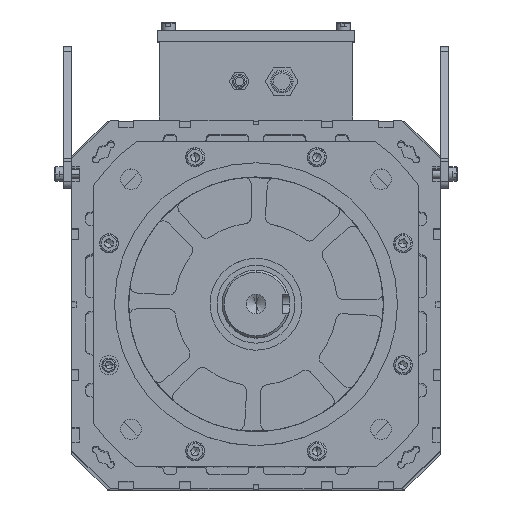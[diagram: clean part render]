
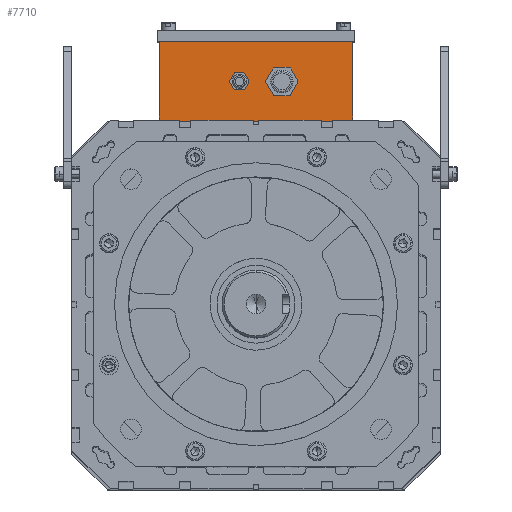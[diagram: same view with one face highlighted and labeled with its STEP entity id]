
A CAD part, top view. The second image highlights one B-rep face of the part: STEP entity #7710.
In plain terms, the highlighted planar face has unit normal (0, 0, 1).
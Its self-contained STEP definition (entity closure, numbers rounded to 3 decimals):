
#285 = VERTEX_POINT ( 'NONE', #27600 ) ;
#648 = CARTESIAN_POINT ( 'NONE',  ( 227.893, 574.388, -1210.154 ) ) ;
#1051 = DIRECTION ( 'NONE',  ( 0., 0., 1. ) ) ;
#1207 = CARTESIAN_POINT ( 'NONE',  ( 364.393, 630.388, -1210.154 ) ) ;
#1378 = DIRECTION ( 'NONE',  ( 0., -1., 0. ) ) ;
#1611 = DIRECTION ( 'NONE',  ( 0., 1., 0. ) ) ;
#2319 = EDGE_CURVE ( 'NONE', #11267, #285, #18945, .T. ) ;
#2431 = ORIENTED_EDGE ( 'NONE', *, *, #22365, .F. ) ;
#2458 = VERTEX_POINT ( 'NONE', #28396 ) ;
#3019 = DIRECTION ( 'NONE',  ( 1., 0., 0. ) ) ;
#3781 = DIRECTION ( 'NONE',  ( 0., 1., 0. ) ) ;
#4159 = EDGE_LOOP ( 'NONE', ( #33083, #2431 ) ) ;
#4199 = ORIENTED_EDGE ( 'NONE', *, *, #5696, .F. ) ;
#4602 = AXIS2_PLACEMENT_3D ( 'NONE', #1207, #26590, #1378 ) ;
#4730 = EDGE_CURVE ( 'NONE', #285, #11267, #20191, .T. ) ;
#5588 = LINE ( 'NONE', #16812, #34685 ) ;
#5696 = EDGE_CURVE ( 'NONE', #23515, #17138, #8319, .T. ) ;
#5748 = CIRCLE ( 'NONE', #29927, 6. ) ;
#6038 = LINE ( 'NONE', #28484, #16116 ) ;
#6371 = ORIENTED_EDGE ( 'NONE', *, *, #16640, .T. ) ;
#7308 = VERTEX_POINT ( 'NONE', #30738 ) ;
#7710 = ADVANCED_FACE ( 'NONE', ( #15368, #20724, #29175 ), #15195, .F. ) ;
#7932 = CARTESIAN_POINT ( 'NONE',  ( 284.393, 606.388, -1210.154 ) ) ;
#8099 = CARTESIAN_POINT ( 'NONE',  ( 227.893, 630.388, -1210.154 ) ) ;
#8319 = LINE ( 'NONE', #27987, #29065 ) ;
#9717 = VECTOR ( 'NONE', #19332, 1000. ) ;
#10220 = CARTESIAN_POINT ( 'NONE',  ( 314.393, 602.388, -1210.154 ) ) ;
#10736 = AXIS2_PLACEMENT_3D ( 'NONE', #22963, #1051, #26083 ) ;
#11267 = VERTEX_POINT ( 'NONE', #7932 ) ;
#11941 = DIRECTION ( 'NONE',  ( 1., 0., 0. ) ) ;
#13441 = VERTEX_POINT ( 'NONE', #18410 ) ;
#14024 = DIRECTION ( 'NONE',  ( 0., -1., 0. ) ) ;
#15195 = PLANE ( 'NONE',  #4602 ) ;
#15368 = FACE_OUTER_BOUND ( 'NONE', #17929, .T. ) ;
#16116 = VECTOR ( 'NONE', #11941, 1000. ) ;
#16640 = EDGE_CURVE ( 'NONE', #13441, #23040, #33313, .T. ) ;
#16812 = CARTESIAN_POINT ( 'NONE',  ( 364.393, 574.388, -1210.154 ) ) ;
#17057 = ORIENTED_EDGE ( 'NONE', *, *, #2319, .F. ) ;
#17076 = AXIS2_PLACEMENT_3D ( 'NONE', #23475, #25868, #3781 ) ;
#17138 = VERTEX_POINT ( 'NONE', #27384 ) ;
#17929 = EDGE_LOOP ( 'NONE', ( #27273, #4199, #25571, #6371 ) ) ;
#18281 = EDGE_LOOP ( 'NONE', ( #17057, #30865 ) ) ;
#18410 = CARTESIAN_POINT ( 'NONE',  ( 227.893, 630.388, -1210.154 ) ) ;
#18555 = CARTESIAN_POINT ( 'NONE',  ( 284.393, 602.388, -1210.154 ) ) ;
#18945 = CIRCLE ( 'NONE', #10736, 4. ) ;
#19332 = DIRECTION ( 'NONE',  ( 0., -1., 0. ) ) ;
#20191 = CIRCLE ( 'NONE', #28985, 4. ) ;
#20724 = FACE_BOUND ( 'NONE', #4159, .T. ) ;
#21976 = DIRECTION ( 'NONE',  ( 0., 1., 0. ) ) ;
#22365 = EDGE_CURVE ( 'NONE', #7308, #2458, #5748, .T. ) ;
#22884 = CARTESIAN_POINT ( 'NONE',  ( 364.393, 630.388, -1210.154 ) ) ;
#22963 = CARTESIAN_POINT ( 'NONE',  ( 284.393, 602.388, -1210.154 ) ) ;
#23025 = EDGE_CURVE ( 'NONE', #2458, #7308, #25919, .T. ) ;
#23040 = VERTEX_POINT ( 'NONE', #648 ) ;
#23475 = CARTESIAN_POINT ( 'NONE',  ( 314.393, 602.388, -1210.154 ) ) ;
#23515 = VERTEX_POINT ( 'NONE', #22884 ) ;
#25027 = EDGE_CURVE ( 'NONE', #23040, #17138, #5588, .T. ) ;
#25571 = ORIENTED_EDGE ( 'NONE', *, *, #26836, .F. ) ;
#25868 = DIRECTION ( 'NONE',  ( 0., 0., 1. ) ) ;
#25919 = CIRCLE ( 'NONE', #17076, 6. ) ;
#26083 = DIRECTION ( 'NONE',  ( 0., 1., 0. ) ) ;
#26590 = DIRECTION ( 'NONE',  ( 0., 0., -1. ) ) ;
#26836 = EDGE_CURVE ( 'NONE', #13441, #23515, #6038, .T. ) ;
#27273 = ORIENTED_EDGE ( 'NONE', *, *, #25027, .T. ) ;
#27374 = DIRECTION ( 'NONE',  ( 0., 0., 1. ) ) ;
#27384 = CARTESIAN_POINT ( 'NONE',  ( 364.393, 574.388, -1210.154 ) ) ;
#27600 = CARTESIAN_POINT ( 'NONE',  ( 284.393, 598.388, -1210.154 ) ) ;
#27987 = CARTESIAN_POINT ( 'NONE',  ( 364.393, 630.388, -1210.154 ) ) ;
#28396 = CARTESIAN_POINT ( 'NONE',  ( 314.393, 608.388, -1210.154 ) ) ;
#28484 = CARTESIAN_POINT ( 'NONE',  ( 364.393, 630.388, -1210.154 ) ) ;
#28985 = AXIS2_PLACEMENT_3D ( 'NONE', #18555, #27374, #1611 ) ;
#29065 = VECTOR ( 'NONE', #14024, 1000. ) ;
#29175 = FACE_BOUND ( 'NONE', #18281, .T. ) ;
#29927 = AXIS2_PLACEMENT_3D ( 'NONE', #10220, #30082, #21976 ) ;
#30082 = DIRECTION ( 'NONE',  ( 0., 0., 1. ) ) ;
#30738 = CARTESIAN_POINT ( 'NONE',  ( 314.393, 596.388, -1210.154 ) ) ;
#30865 = ORIENTED_EDGE ( 'NONE', *, *, #4730, .F. ) ;
#33083 = ORIENTED_EDGE ( 'NONE', *, *, #23025, .F. ) ;
#33313 = LINE ( 'NONE', #8099, #9717 ) ;
#34685 = VECTOR ( 'NONE', #3019, 1000. ) ;
